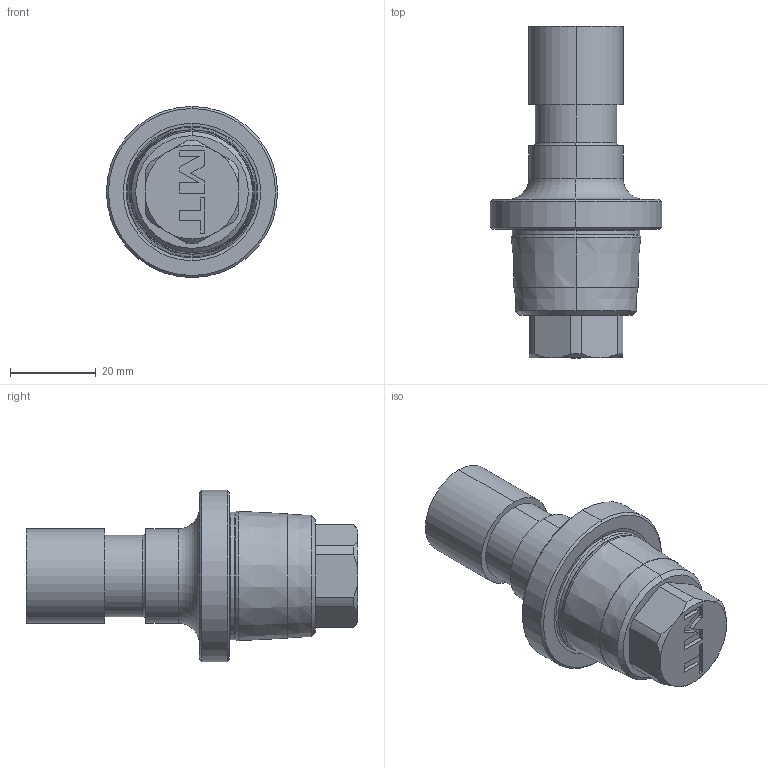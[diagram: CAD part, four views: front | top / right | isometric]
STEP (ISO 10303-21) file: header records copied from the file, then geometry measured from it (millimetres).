
FILE_DESCRIPTION((''),'2;1');
FILE_NAME('MTSK40A06_CONF','2025-01-27T16:39:40',('fpalella'),('M.T. srl'),'CREO PARAMETRIC BY PTC INC, 2023352','CREO PARAMETRIC BY PTC INC, 2023352','');
FILE_SCHEMA(('CONFIG_CONTROL_DESIGN'));
Length unit declared in the file: millimetre
Products named in the file (1): MTSK40A06_CONF
Bounding box: 40 x 77.5 x 40 mm (x, y, z)
Volume: 40146.6 mm3; surface area: 9015.9 mm2
Topology: 1 solids, 1 shells, 89 faces, 211 edges, 134 vertices
Faces by surface type: plane 39, cone 22, cylinder 18, torus 8, extrusion 2
Entity records: 2660 total; most frequent: CARTESIAN_POINT 525, DIRECTION 449, ORIENTED_EDGE 422, EDGE_CURVE 211, AXIS2_PLACEMENT_3D 165, VERTEX_POINT 134, VECTOR 119, LINE 117
